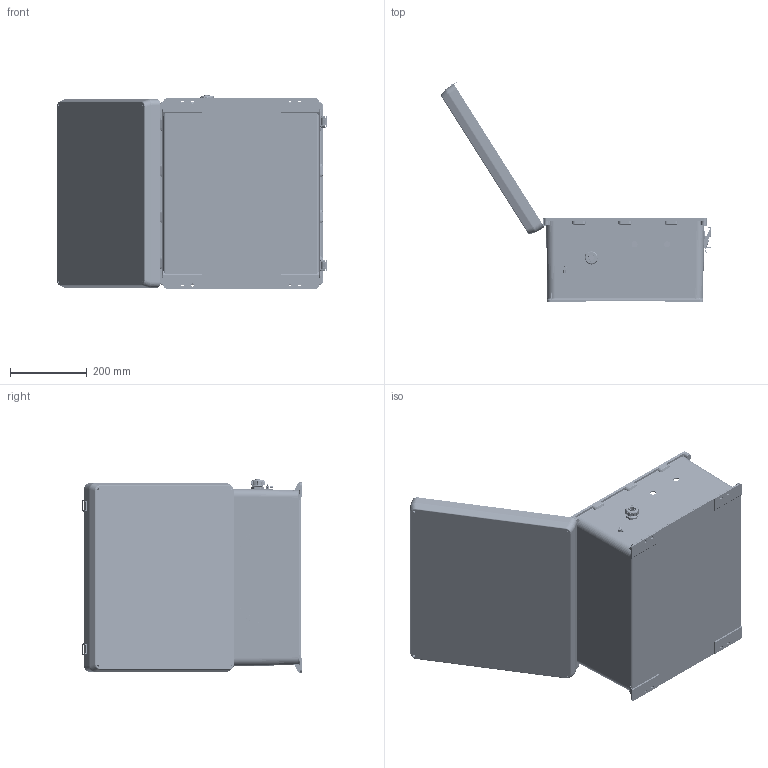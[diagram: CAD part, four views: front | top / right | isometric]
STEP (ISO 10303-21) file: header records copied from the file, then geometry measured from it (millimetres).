
FILE_DESCRIPTION (( 'STEP AP214' ), '1' );
FILE_NAME ('NB181608-1H0S_3D.step', '2025-10-06T15:09:14', ( '' ), ( '' ), 'SwSTEP 2.0', 'SolidWorks 2025', '' );
FILE_SCHEMA (( 'AUTOMOTIVE_DESIGN' ));
Length unit declared in the file: inch
Products named in the file (26): NB181608-Lid; XFW-0002; XF685-01; XC-0003; XCT-0005; XFN-0021; XFW-0004; XFN-0003; XFN-0013; XCTB-0002; NB181608-Box; XCT-0010; 10-32 NEMA PLATE SCREW; XMH-0007; XF797-02; XCT-0011; HYP295; NB181608-DoorClasp-1; XFS-0017; NEMA 18 GroundWire; XHIC-HTR110; NB181608-DoorClasp-2; XMH-0010; XFS-0026; NB181608-1H0S_3D; NB181608-Hinge
Assembly tree (60 placements, depth 2):
  NB181608-1H0S_3D
    NB181608-Box
    NB181608-Hinge  x2
    NB181608-Lid
    NB181608-DoorClasp-1  x2
    NB181608-DoorClasp-2  x2
    XF685-01
    XMH-0007  x4
    XCTB-0002
    10-32 NEMA PLATE SCREW  x4
    XFN-0013  x2
    XMH-0010  x2
    XF797-02
    XFS-0017  x17
    XCT-0011
    XCT-0010
    NEMA 18 GroundWire
    XHIC-HTR110  x2
    XFW-0004  x4
    XFN-0021  x4
    HYP295
    XFN-0003  x2
    XCT-0005
    XFW-0002
    XFS-0026
    XC-0003
Bounding box: 703.32 x 571.16 x 502.84 mm (x, y, z)
Volume: 4139313.2 mm3; surface area: 2271528.1 mm2
Topology: 67 solids, 68 shells, 6395 faces, 15551 edges, 9386 vertices
Faces by surface type: plane 2190, cone 2043, cylinder 1546, torus 398, bspline 202, sphere 16
Entity records: 118240 total; most frequent: CARTESIAN_POINT 31927, ORIENTED_EDGE 17904, DIRECTION 17861, EDGE_CURVE 8952, AXIS2_PLACEMENT_3D 6540, VERTEX_POINT 5560, VECTOR 4781, LINE 4781
